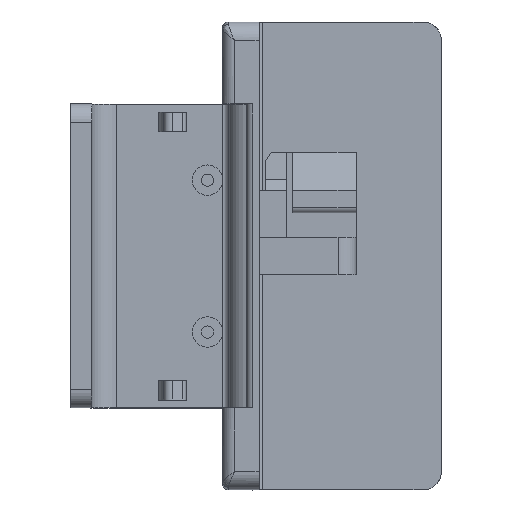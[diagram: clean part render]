
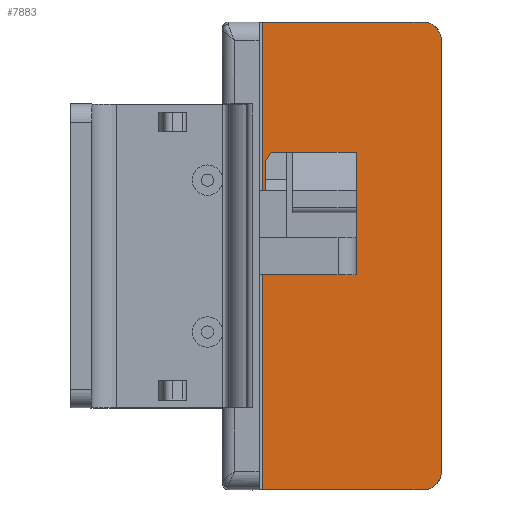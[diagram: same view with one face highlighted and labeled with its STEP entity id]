
A CAD part, top view. The second image highlights one B-rep face of the part: STEP entity #7883.
In plain terms, the highlighted planar face has unit normal (0, 0, 1).
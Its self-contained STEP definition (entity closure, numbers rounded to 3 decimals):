
#89 = EDGE_CURVE ( 'NONE', #1143, #5270, #723, .T. ) ;
#112 = CARTESIAN_POINT ( 'NONE',  ( 17., 3.1, 5. ) ) ;
#319 = DIRECTION ( 'NONE',  ( -1., 0., 0. ) ) ;
#402 = ORIENTED_EDGE ( 'NONE', *, *, #7065, .T. ) ;
#435 = ORIENTED_EDGE ( 'NONE', *, *, #7811, .T. ) ;
#459 = DIRECTION ( 'NONE',  ( 1., 0., 0. ) ) ;
#639 = VERTEX_POINT ( 'NONE', #3243 ) ;
#723 = LINE ( 'NONE', #3782, #2807 ) ;
#786 = LINE ( 'NONE', #3967, #5548 ) ;
#817 = AXIS2_PLACEMENT_3D ( 'NONE', #5907, #2078, #319 ) ;
#826 = DIRECTION ( 'NONE',  ( 0., -1., 0. ) ) ;
#833 = VECTOR ( 'NONE', #3974, 1000. ) ;
#857 = EDGE_CURVE ( 'NONE', #5821, #2251, #6804, .T. ) ;
#906 = EDGE_CURVE ( 'NONE', #7000, #6936, #1064, .T. ) ;
#1055 = ORIENTED_EDGE ( 'NONE', *, *, #4780, .T. ) ;
#1058 = ORIENTED_EDGE ( 'NONE', *, *, #857, .T. ) ;
#1061 = PLANE ( 'NONE',  #4220 ) ;
#1064 = CIRCLE ( 'NONE', #817, 3. ) ;
#1120 = LINE ( 'NONE', #1724, #2653 ) ;
#1143 = VERTEX_POINT ( 'NONE', #112 ) ;
#1351 = EDGE_CURVE ( 'NONE', #1143, #639, #2174, .T. ) ;
#1412 = CARTESIAN_POINT ( 'NONE',  ( 1.5, -38.5, 5. ) ) ;
#1724 = CARTESIAN_POINT ( 'NONE',  ( 31., 38.5, 5. ) ) ;
#1732 = VECTOR ( 'NONE', #7608, 1000. ) ;
#1758 = LINE ( 'NONE', #7958, #6829 ) ;
#1914 = VERTEX_POINT ( 'NONE', #2410 ) ;
#2063 = ORIENTED_EDGE ( 'NONE', *, *, #6079, .F. ) ;
#2078 = DIRECTION ( 'NONE',  ( 0., 0., 1. ) ) ;
#2174 = LINE ( 'NONE', #5852, #833 ) ;
#2200 = CARTESIAN_POINT ( 'NONE',  ( 31., -35.5, 5. ) ) ;
#2251 = VERTEX_POINT ( 'NONE', #2200 ) ;
#2395 = CARTESIAN_POINT ( 'NONE',  ( 28., 38.5, 5. ) ) ;
#2410 = CARTESIAN_POINT ( 'NONE',  ( 1.5, -38.5, 5. ) ) ;
#2653 = VECTOR ( 'NONE', #7284, 1000. ) ;
#2756 = DIRECTION ( 'NONE',  ( -1., 0., 0. ) ) ;
#2807 = VECTOR ( 'NONE', #3821, 1000. ) ;
#2850 = DIRECTION ( 'NONE',  ( 0., 0., -1. ) ) ;
#2946 = DIRECTION ( 'NONE',  ( -1., 0., 0. ) ) ;
#3243 = CARTESIAN_POINT ( 'NONE',  ( 17., -3.1, 5. ) ) ;
#3558 = VECTOR ( 'NONE', #6890, 1000. ) ;
#3634 = CARTESIAN_POINT ( 'NONE',  ( 1.5, -3.1, 5. ) ) ;
#3772 = LINE ( 'NONE', #1412, #1732 ) ;
#3782 = CARTESIAN_POINT ( 'NONE',  ( 1., 3.1, 5. ) ) ;
#3821 = DIRECTION ( 'NONE',  ( -1., 0., 0. ) ) ;
#3967 = CARTESIAN_POINT ( 'NONE',  ( 1.5, 3.1, 5. ) ) ;
#3974 = DIRECTION ( 'NONE',  ( 0., -1., 0. ) ) ;
#4216 = DIRECTION ( 'NONE',  ( 0., -1., 0. ) ) ;
#4220 = AXIS2_PLACEMENT_3D ( 'NONE', #4294, #2850, #2946 ) ;
#4235 = CARTESIAN_POINT ( 'NONE',  ( 31., 35.5, 5. ) ) ;
#4294 = CARTESIAN_POINT ( 'NONE',  ( 31., 38.5, 5. ) ) ;
#4509 = ORIENTED_EDGE ( 'NONE', *, *, #7525, .F. ) ;
#4521 = CARTESIAN_POINT ( 'NONE',  ( 1., -3.1, 5. ) ) ;
#4689 = ORIENTED_EDGE ( 'NONE', *, *, #906, .T. ) ;
#4766 = CARTESIAN_POINT ( 'NONE',  ( 1.5, 38.5, 5. ) ) ;
#4780 = EDGE_CURVE ( 'NONE', #6808, #5270, #786, .T. ) ;
#4796 = CARTESIAN_POINT ( 'NONE',  ( 31., 38.5, 5. ) ) ;
#5113 = VECTOR ( 'NONE', #4216, 1000. ) ;
#5270 = VERTEX_POINT ( 'NONE', #7260 ) ;
#5490 = ORIENTED_EDGE ( 'NONE', *, *, #7585, .T. ) ;
#5548 = VECTOR ( 'NONE', #826, 1000. ) ;
#5656 = LINE ( 'NONE', #4521, #3558 ) ;
#5821 = VERTEX_POINT ( 'NONE', #7615 ) ;
#5852 = CARTESIAN_POINT ( 'NONE',  ( 17., 3.1, 5. ) ) ;
#5907 = CARTESIAN_POINT ( 'NONE',  ( 28., 35.5, 5. ) ) ;
#5974 = LINE ( 'NONE', #4796, #5113 ) ;
#6079 = EDGE_CURVE ( 'NONE', #7000, #2251, #5974, .T. ) ;
#6118 = EDGE_LOOP ( 'NONE', ( #402, #5490, #435, #1058, #2063, #4689, #4509, #1055, #7049, #6877 ) ) ;
#6516 = CARTESIAN_POINT ( 'NONE',  ( 28., -35.5, 5. ) ) ;
#6553 = VERTEX_POINT ( 'NONE', #3634 ) ;
#6804 = CIRCLE ( 'NONE', #7838, 3. ) ;
#6808 = VERTEX_POINT ( 'NONE', #4766 ) ;
#6829 = VECTOR ( 'NONE', #459, 1000. ) ;
#6877 = ORIENTED_EDGE ( 'NONE', *, *, #1351, .T. ) ;
#6890 = DIRECTION ( 'NONE',  ( -1., 0., 0. ) ) ;
#6936 = VERTEX_POINT ( 'NONE', #2395 ) ;
#7000 = VERTEX_POINT ( 'NONE', #4235 ) ;
#7049 = ORIENTED_EDGE ( 'NONE', *, *, #89, .F. ) ;
#7065 = EDGE_CURVE ( 'NONE', #639, #6553, #5656, .T. ) ;
#7096 = DIRECTION ( 'NONE',  ( 0., 0., 1. ) ) ;
#7235 = FACE_OUTER_BOUND ( 'NONE', #6118, .T. ) ;
#7260 = CARTESIAN_POINT ( 'NONE',  ( 1.5, 3.1, 5. ) ) ;
#7284 = DIRECTION ( 'NONE',  ( 1., 0., 0. ) ) ;
#7525 = EDGE_CURVE ( 'NONE', #6808, #6936, #1120, .T. ) ;
#7585 = EDGE_CURVE ( 'NONE', #6553, #1914, #3772, .T. ) ;
#7608 = DIRECTION ( 'NONE',  ( 0., -1., 0. ) ) ;
#7615 = CARTESIAN_POINT ( 'NONE',  ( 28., -38.5, 5. ) ) ;
#7811 = EDGE_CURVE ( 'NONE', #1914, #5821, #1758, .T. ) ;
#7838 = AXIS2_PLACEMENT_3D ( 'NONE', #6516, #7096, #2756 ) ;
#7883 = ADVANCED_FACE ( 'NONE', ( #7235 ), #1061, .F. ) ;
#7958 = CARTESIAN_POINT ( 'NONE',  ( 31., -38.5, 5. ) ) ;
